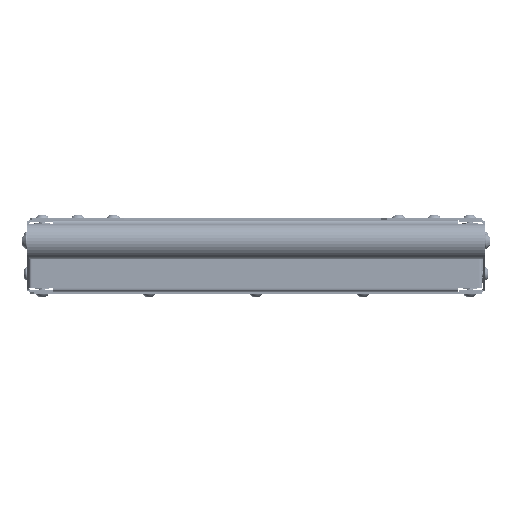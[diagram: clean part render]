
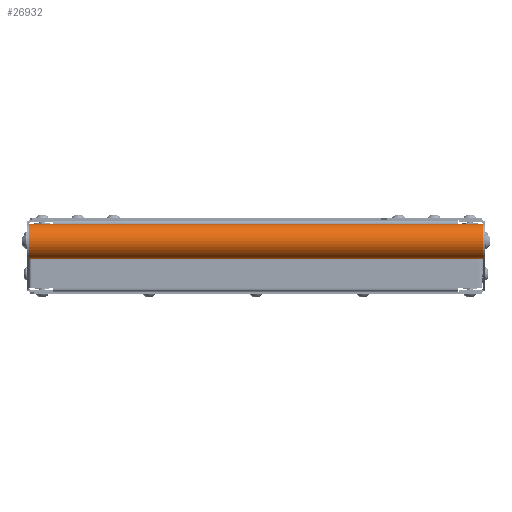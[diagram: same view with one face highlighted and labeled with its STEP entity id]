
A CAD part, left-side view. The second image highlights one B-rep face of the part: STEP entity #26932.
In plain terms, the highlighted cylindrical face has radius 12.7 mm (diameter 25.4 mm), a partial arc.
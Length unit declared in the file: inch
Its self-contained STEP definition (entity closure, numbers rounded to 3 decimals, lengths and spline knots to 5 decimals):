
#3383 = DIRECTION ( 'NONE',  ( 0., 0., 1. ) ) ;
#5813 = CARTESIAN_POINT ( 'NONE',  ( -15.70906, -0.06, 1.91 ) ) ;
#7328 = CIRCLE ( 'NONE', #72726, 0.5 ) ;
#9161 = VERTEX_POINT ( 'NONE', #42022 ) ;
#12810 = VECTOR ( 'NONE', #50079, 39.37008 ) ;
#16894 = ORIENTED_EDGE ( 'NONE', *, *, #32327, .T. ) ;
#17832 = AXIS2_PLACEMENT_3D ( 'NONE', #34343, #58400, #28193 ) ;
#17877 = EDGE_CURVE ( 'NONE', #9161, #61683, #73329, .T. ) ;
#18830 = EDGE_CURVE ( 'NONE', #74937, #9161, #44975, .T. ) ;
#19626 = ORIENTED_EDGE ( 'NONE', *, *, #17877, .T. ) ;
#25190 = ORIENTED_EDGE ( 'NONE', *, *, #18830, .T. ) ;
#26371 = ORIENTED_EDGE ( 'NONE', *, *, #53778, .F. ) ;
#26932 = ADVANCED_FACE ( 'NONE', ( #38944 ), #37530, .T. ) ;
#28193 = DIRECTION ( 'NONE',  ( 0., 0., 1. ) ) ;
#32327 = EDGE_CURVE ( 'NONE', #61683, #40394, #7328, .T. ) ;
#34343 = CARTESIAN_POINT ( 'NONE',  ( -15.70906, -12.81, 1.41 ) ) ;
#37530 = CYLINDRICAL_SURFACE ( 'NONE', #38619, 0.5 ) ;
#38619 = AXIS2_PLACEMENT_3D ( 'NONE', #48799, #72479, #66712 ) ;
#38944 = FACE_OUTER_BOUND ( 'NONE', #64547, .T. ) ;
#40394 = VERTEX_POINT ( 'NONE', #48579 ) ;
#41497 = VECTOR ( 'NONE', #53813, 39.37008 ) ;
#42022 = CARTESIAN_POINT ( 'NONE',  ( -15.70906, -12.81, 1.91 ) ) ;
#42922 = LINE ( 'NONE', #68486, #41497 ) ;
#44975 = CIRCLE ( 'NONE', #17832, 0.5 ) ;
#48579 = CARTESIAN_POINT ( 'NONE',  ( -15.70906, -0.06, 0.91 ) ) ;
#48799 = CARTESIAN_POINT ( 'NONE',  ( -15.70906, -12.81, 1.41 ) ) ;
#50079 = DIRECTION ( 'NONE',  ( 0., 1., 0. ) ) ;
#53778 = EDGE_CURVE ( 'NONE', #74937, #40394, #42922, .T. ) ;
#53813 = DIRECTION ( 'NONE',  ( 0., 1., 0. ) ) ;
#54356 = CARTESIAN_POINT ( 'NONE',  ( -15.70906, -12.81, 1.91 ) ) ;
#58400 = DIRECTION ( 'NONE',  ( 0., 1., 0. ) ) ;
#61683 = VERTEX_POINT ( 'NONE', #5813 ) ;
#63079 = CARTESIAN_POINT ( 'NONE',  ( -15.70906, -12.81, 0.91 ) ) ;
#63292 = DIRECTION ( 'NONE',  ( 0., -1., 0. ) ) ;
#64547 = EDGE_LOOP ( 'NONE', ( #26371, #25190, #19626, #16894 ) ) ;
#66712 = DIRECTION ( 'NONE',  ( 0., 0., 1. ) ) ;
#68486 = CARTESIAN_POINT ( 'NONE',  ( -15.70906, -12.81, 0.91 ) ) ;
#72479 = DIRECTION ( 'NONE',  ( 0., 1., 0. ) ) ;
#72726 = AXIS2_PLACEMENT_3D ( 'NONE', #75243, #63292, #3383 ) ;
#73329 = LINE ( 'NONE', #54356, #12810 ) ;
#74937 = VERTEX_POINT ( 'NONE', #63079 ) ;
#75243 = CARTESIAN_POINT ( 'NONE',  ( -15.70906, -0.06, 1.41 ) ) ;
